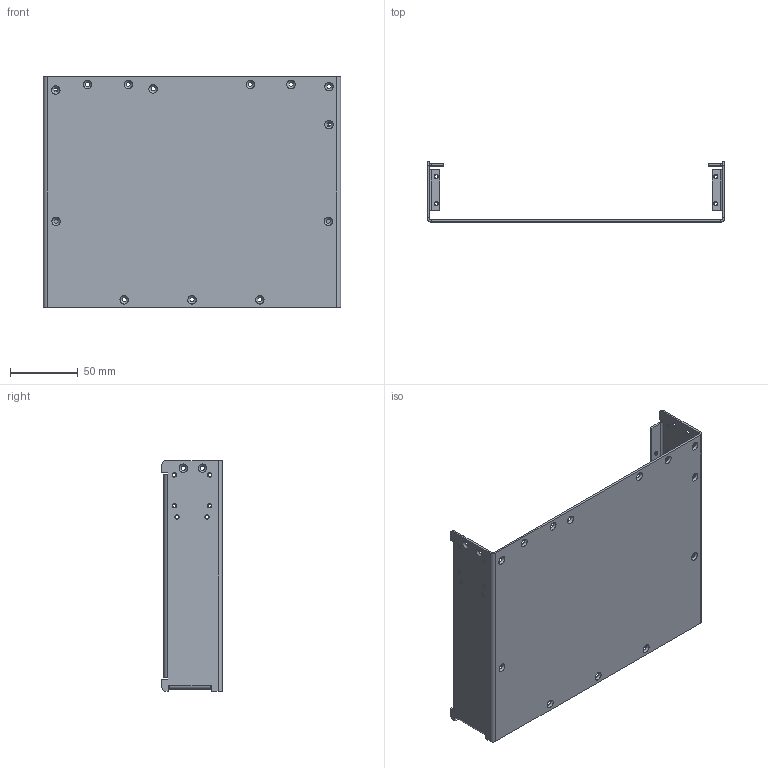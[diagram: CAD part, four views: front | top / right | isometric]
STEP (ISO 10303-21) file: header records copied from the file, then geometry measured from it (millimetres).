
FILE_DESCRIPTION(/* description */ (''),/* implementation_level */ '2;1');
FILE_NAME(/* name */ 'ENERGIS- Sheetmetal Enclosure-Bottom.step',/* time_stamp */ '2025-09-25T16:48:52+02:00',/* author */ (''),/* organization */ (''),/* preprocessor_version */ 'ST-DEVELOPER v20.1',/* originating_system */ 'Autodesk Translation Framework v14.17.0.0',/* authorisation */ '');
FILE_SCHEMA (('AUTOMOTIVE_DESIGN { 1 0 10303 214 3 1 1 }'));
Length unit declared in the file: millimetre
Products named in the file (1): ENERGIS- Sheetmetal Enclosure
Bounding box: 219.21 x 44.4 x 170 mm (x, y, z)
Volume: 80721.5 mm3; surface area: 110148 mm2
Topology: 1 solids, 1 shells, 319 faces, 903 edges, 586 vertices
Faces by surface type: cylinder 192, plane 66, bspline 61
Full cylindrical faces by diameter (mm): 2.529 x44
Entity records: 28426 total; most frequent: CARTESIAN_POINT 20959, ORIENTED_EDGE 1806, DIRECTION 1084, EDGE_CURVE 903, VERTEX_POINT 586, B_SPLINE_CURVE_WITH_KNOTS 471, EDGE_LOOP 397, AXIS2_PLACEMENT_3D 396
